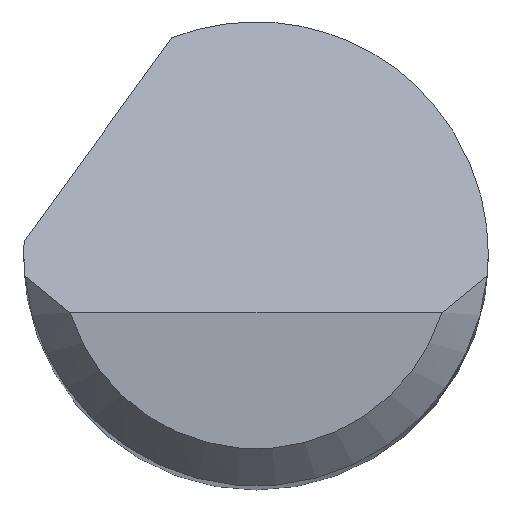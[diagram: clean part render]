
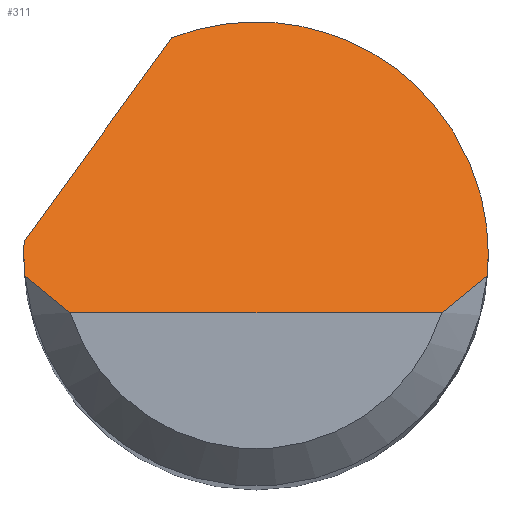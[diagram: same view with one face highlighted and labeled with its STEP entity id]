
A CAD part, top view. The second image highlights one B-rep face of the part: STEP entity #311.
In plain terms, the highlighted planar face has unit normal (0, 0.707, 0.707).
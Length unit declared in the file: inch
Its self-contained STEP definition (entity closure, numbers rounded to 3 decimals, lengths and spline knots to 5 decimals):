
#12 = B_SPLINE_CURVE_WITH_KNOTS ( 'NONE', 3,
 ( #308, #415, #48, #355 ),
 .UNSPECIFIED., .F., .F.,
 ( 4, 4 ),
 ( 0., 0.00071 ),
 .UNSPECIFIED. ) ;
#15 = ORIENTED_EDGE ( 'NONE', *, *, #401, .F. ) ;
#35 = VERTEX_POINT ( 'NONE', #172 ) ;
#48 = CARTESIAN_POINT ( 'NONE',  ( -0.08157, -0.019, 1.49525 ) ) ;
#51 = CARTESIAN_POINT ( 'NONE',  ( -0.09375, -0.02375, 1.5 ) ) ;
#67 = CARTESIAN_POINT ( 'NONE',  ( 0.09334, -0.00875, 1.485 ) ) ;
#84 = CARTESIAN_POINT ( 'NONE',  ( -0.09375, -0.00292, 1.47917 ) ) ;
#86 = ORIENTED_EDGE ( 'NONE', *, *, #540, .F. ) ;
#94 = CARTESIAN_POINT ( 'NONE',  ( 0.09375, -0.00292, 1.47917 ) ) ;
#97 = DIRECTION ( 'NONE',  ( 0., 0.707, -0.707 ) ) ;
#102 = PLANE ( 'NONE',  #606 ) ;
#103 = VERTEX_POINT ( 'NONE', #67 ) ;
#117 = CARTESIAN_POINT ( 'NONE',  ( 0., -0.02375, 1.5 ) ) ;
#138 =( BOUNDED_CURVE ( )  B_SPLINE_CURVE ( 3, ( #269, #580, #320, #471 ),
 .UNSPECIFIED., .F., .F. ) 
 B_SPLINE_CURVE_WITH_KNOTS ( ( 4, 4 ),
 ( 5.91277, 7.85398 ),
 .UNSPECIFIED. ) 
 CURVE ( )  GEOMETRIC_REPRESENTATION_ITEM ( )  RATIONAL_B_SPLINE_CURVE ( ( 1., 0.71, 0.71, 1. ) ) 
 REPRESENTATION_ITEM ( '' )  );
#140 = VERTEX_POINT ( 'NONE', #501 ) ;
#144 = EDGE_LOOP ( 'NONE', ( #232, #614, #564, #15, #86, #385, #499, #460 ) ) ;
#145 = CARTESIAN_POINT ( 'NONE',  ( 0.09375, 0., 1.47625 ) ) ;
#152 = CARTESIAN_POINT ( 'NONE',  ( -0.09362, 0.005, 1.47125 ) ) ;
#168 = EDGE_CURVE ( 'NONE', #583, #140, #515, .T. ) ;
#172 = CARTESIAN_POINT ( 'NONE',  ( 0.07508, -0.02375, 1.5 ) ) ;
#180 = EDGE_CURVE ( 'NONE', #411, #103, #535, .T. ) ;
#194 = CARTESIAN_POINT ( 'NONE',  ( -0.09362, 0.005, 1.47125 ) ) ;
#199 = EDGE_CURVE ( 'NONE', #35, #103, #356, .T. ) ;
#223 = CARTESIAN_POINT ( 'NONE',  ( -0.03394, 0.08739, 1.38886 ) ) ;
#232 = ORIENTED_EDGE ( 'NONE', *, *, #494, .T. ) ;
#245 = VERTEX_POINT ( 'NONE', #440 ) ;
#257 = FACE_OUTER_BOUND ( 'NONE', #144, .T. ) ;
#266 = VERTEX_POINT ( 'NONE', #152 ) ;
#268 = EDGE_CURVE ( 'NONE', #583, #245, #12, .T. ) ;
#269 = CARTESIAN_POINT ( 'NONE',  ( -0.03394, 0.08739, 1.38886 ) ) ;
#279 = LINE ( 'NONE', #117, #396 ) ;
#291 = CARTESIAN_POINT ( 'NONE',  ( -0.09334, -0.00875, 1.485 ) ) ;
#295 = CARTESIAN_POINT ( 'NONE',  ( 0.07508, -0.02375, 1.5 ) ) ;
#308 = CARTESIAN_POINT ( 'NONE',  ( -0.09334, -0.00875, 1.485 ) ) ;
#311 = ADVANCED_FACE ( 'NONE', ( #257 ), #102, .F. ) ;
#320 = CARTESIAN_POINT ( 'NONE',  ( 0.09375, 0.07266, 1.40359 ) ) ;
#338 = LINE ( 'NONE', #607, #652 ) ;
#342 = CARTESIAN_POINT ( 'NONE',  ( -0.09375, 0.00167, 1.47458 ) ) ;
#355 = CARTESIAN_POINT ( 'NONE',  ( -0.07508, -0.02375, 1.5 ) ) ;
#356 = B_SPLINE_CURVE_WITH_KNOTS ( 'NONE', 3,
 ( #295, #400, #551, #511 ),
 .UNSPECIFIED., .F., .F.,
 ( 4, 4 ),
 ( 0., 0.00071 ),
 .UNSPECIFIED. ) ;
#385 = ORIENTED_EDGE ( 'NONE', *, *, #532, .F. ) ;
#389 = CARTESIAN_POINT ( 'NONE',  ( 0.09375, 0., 1.47625 ) ) ;
#391 = DIRECTION ( 'NONE',  ( 1., 0., 0. ) ) ;
#396 = VECTOR ( 'NONE', #391, 39.37008 ) ;
#400 = CARTESIAN_POINT ( 'NONE',  ( 0.08157, -0.019, 1.49525 ) ) ;
#401 = EDGE_CURVE ( 'NONE', #679, #411, #138, .T. ) ;
#410 = CARTESIAN_POINT ( 'NONE',  ( -0.09334, -0.00875, 1.485 ) ) ;
#411 = VERTEX_POINT ( 'NONE', #389 ) ;
#415 = CARTESIAN_POINT ( 'NONE',  ( -0.08761, -0.01397, 1.49022 ) ) ;
#440 = CARTESIAN_POINT ( 'NONE',  ( -0.07508, -0.02375, 1.5 ) ) ;
#452 =( BOUNDED_CURVE ( )  B_SPLINE_CURVE ( 3, ( #610, #342, #563, #194 ),
 .UNSPECIFIED., .F., .F. ) 
 B_SPLINE_CURVE_WITH_KNOTS ( ( 4, 4 ),
 ( 4.71239, 4.76575 ),
 .UNSPECIFIED. ) 
 CURVE ( )  GEOMETRIC_REPRESENTATION_ITEM ( )  RATIONAL_B_SPLINE_CURVE ( ( 1., 1., 1., 1. ) ) 
 REPRESENTATION_ITEM ( '' )  );
#455 = CARTESIAN_POINT ( 'NONE',  ( 0.09361, -0.00584, 1.48209 ) ) ;
#459 = DIRECTION ( 'NONE',  ( 0.456, 0.629, -0.629 ) ) ;
#460 = ORIENTED_EDGE ( 'NONE', *, *, #268, .T. ) ;
#471 = CARTESIAN_POINT ( 'NONE',  ( 0.09375, 0., 1.47625 ) ) ;
#494 = EDGE_CURVE ( 'NONE', #245, #35, #279, .T. ) ;
#499 = ORIENTED_EDGE ( 'NONE', *, *, #168, .F. ) ;
#501 = CARTESIAN_POINT ( 'NONE',  ( -0.09375, 0., 1.47625 ) ) ;
#511 = CARTESIAN_POINT ( 'NONE',  ( 0.09334, -0.00875, 1.485 ) ) ;
#515 =( BOUNDED_CURVE ( )  B_SPLINE_CURVE ( 3, ( #291, #653, #84, #676 ),
 .UNSPECIFIED., .F., .F. ) 
 B_SPLINE_CURVE_WITH_KNOTS ( ( 4, 4 ),
 ( 4.61892, 4.71239 ),
 .UNSPECIFIED. ) 
 CURVE ( )  GEOMETRIC_REPRESENTATION_ITEM ( )  RATIONAL_B_SPLINE_CURVE ( ( 1., 0.999, 0.999, 1. ) ) 
 REPRESENTATION_ITEM ( '' )  );
#532 = EDGE_CURVE ( 'NONE', #140, #266, #452, .T. ) ;
#535 =( BOUNDED_CURVE ( )  B_SPLINE_CURVE ( 3, ( #145, #94, #455, #562 ),
 .UNSPECIFIED., .F., .T. ) 
 B_SPLINE_CURVE_WITH_KNOTS ( ( 4, 4 ),
 ( 1.5708, 1.66427 ),
 .UNSPECIFIED. ) 
 CURVE ( )  GEOMETRIC_REPRESENTATION_ITEM ( )  RATIONAL_B_SPLINE_CURVE ( ( 1., 0.999, 0.999, 1. ) ) 
 REPRESENTATION_ITEM ( '' )  );
#540 = EDGE_CURVE ( 'NONE', #266, #679, #338, .T. ) ;
#551 = CARTESIAN_POINT ( 'NONE',  ( 0.08761, -0.01397, 1.49022 ) ) ;
#562 = CARTESIAN_POINT ( 'NONE',  ( 0.09334, -0.00875, 1.485 ) ) ;
#563 = CARTESIAN_POINT ( 'NONE',  ( -0.09371, 0.00333, 1.47292 ) ) ;
#564 = ORIENTED_EDGE ( 'NONE', *, *, #180, .F. ) ;
#570 = DIRECTION ( 'NONE',  ( 0., -0.707, -0.707 ) ) ;
#580 = CARTESIAN_POINT ( 'NONE',  ( 0.03379, 0.11369, 1.36256 ) ) ;
#583 = VERTEX_POINT ( 'NONE', #410 ) ;
#606 = AXIS2_PLACEMENT_3D ( 'NONE', #51, #570, #97 ) ;
#607 = CARTESIAN_POINT ( 'NONE',  ( -0.11014, -0.01781, 1.49406 ) ) ;
#610 = CARTESIAN_POINT ( 'NONE',  ( -0.09375, 0., 1.47625 ) ) ;
#614 = ORIENTED_EDGE ( 'NONE', *, *, #199, .T. ) ;
#652 = VECTOR ( 'NONE', #459, 39.37008 ) ;
#653 = CARTESIAN_POINT ( 'NONE',  ( -0.09361, -0.00584, 1.48209 ) ) ;
#676 = CARTESIAN_POINT ( 'NONE',  ( -0.09375, 0., 1.47625 ) ) ;
#679 = VERTEX_POINT ( 'NONE', #223 ) ;
